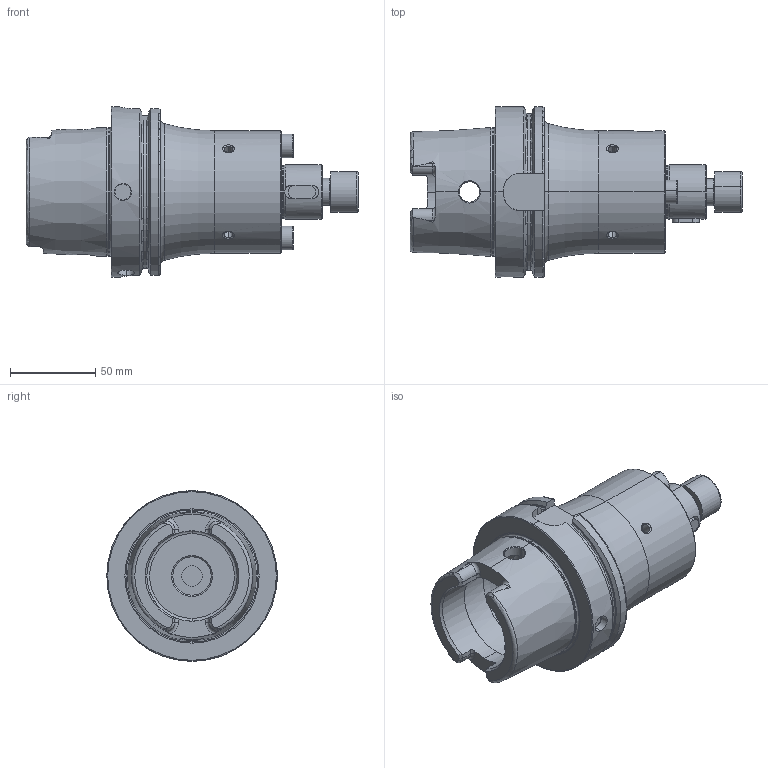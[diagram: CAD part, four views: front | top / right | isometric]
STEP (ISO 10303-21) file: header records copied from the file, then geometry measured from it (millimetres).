
FILE_DESCRIPTION (( 'STEP AP214' ), '1' );
FILE_NAME ('HA0.D32.K01.100.STEP', '2022-03-09T13:43:43', ( '' ), ( '' ), 'SwSTEP 2.0', 'SolidWorks 2017', '' );
FILE_SCHEMA (( 'AUTOMOTIVE_DESIGN' ));
Length unit declared in the file: millimetre
Products named in the file (5): D32-ER1.002.035_A; HA0-D32.K01.100_D_Fertigbearbeitung; DIN 6885 - 8x7x16; HA0.D32.K01.100; D32-ER2.001.022_B
Assembly tree (5 placements, depth 2):
  HA0.D32.K01.100
    HA0-D32.K01.100_D_Fertigbearbeitung
    D32-ER1.002.035_A
    D32-ER2.001.022_B  x2
    DIN 6885 - 8x7x16
Bounding box: 194.9 x 100 x 100 mm (x, y, z)
Volume: 570182 mm3; surface area: 82198 mm2
Topology: 5 solids, 5 shells, 371 faces, 889 edges, 527 vertices
Faces by surface type: cylinder 119, cone 90, plane 89, torus 67, bspline 4, sphere 2
Entity records: 13002 total; most frequent: CARTESIAN_POINT 3955, DIRECTION 1612, ORIENTED_EDGE 1562, EDGE_CURVE 781, AXIS2_PLACEMENT_3D 659, VERTEX_POINT 476, EDGE_LOOP 363, ADVANCED_FACE 331
